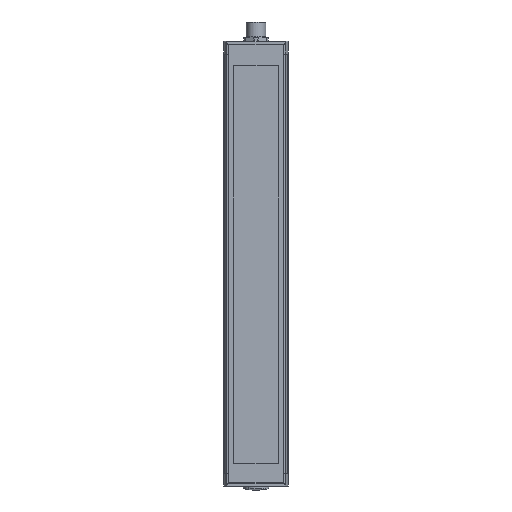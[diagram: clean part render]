
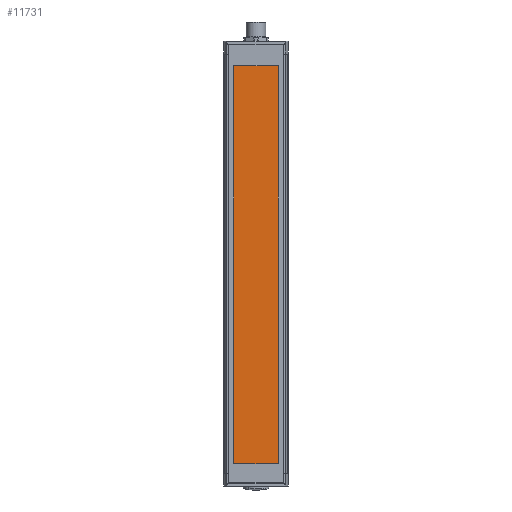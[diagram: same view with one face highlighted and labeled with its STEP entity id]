
A CAD part, front view. The second image highlights one B-rep face of the part: STEP entity #11731.
In plain terms, the highlighted planar face has unit normal (0, -1, 0).
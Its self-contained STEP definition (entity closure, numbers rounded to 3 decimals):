
#19 = CARTESIAN_POINT ( 'NONE',  ( 13.8, -8.965, -993.9 ) ) ;
#2121 = EDGE_CURVE ( 'NONE', #34996, #18905, #3748, .T. ) ;
#2914 = CARTESIAN_POINT ( 'NONE',  ( 16.8, -8.965, -734.1 ) ) ;
#3748 = LINE ( 'NONE', #4573, #11009 ) ;
#4276 = LINE ( 'NONE', #20662, #18806 ) ;
#4573 = CARTESIAN_POINT ( 'NONE',  ( 13.8, -8.965, -993.9 ) ) ;
#5012 = VERTEX_POINT ( 'NONE', #12116 ) ;
#5525 = PLANE ( 'NONE',  #21809 ) ;
#5644 = DIRECTION ( 'NONE',  ( 0., 0., -1. ) ) ;
#9485 = EDGE_CURVE ( 'NONE', #32426, #34996, #14402, .T. ) ;
#11009 = VECTOR ( 'NONE', #20927, 1000. ) ;
#11731 = ADVANCED_FACE ( 'NONE', ( #26623 ), #5525, .F. ) ;
#12116 = CARTESIAN_POINT ( 'NONE',  ( -13.8, -8.965, -747.1 ) ) ;
#12290 = EDGE_CURVE ( 'NONE', #5012, #32426, #4276, .T. ) ;
#13980 = DIRECTION ( 'NONE',  ( -1., 0., 0. ) ) ;
#14402 = LINE ( 'NONE', #19, #21676 ) ;
#16715 = CARTESIAN_POINT ( 'NONE',  ( 13.8, -8.965, -747.1 ) ) ;
#18806 = VECTOR ( 'NONE', #34439, 1000. ) ;
#18905 = VERTEX_POINT ( 'NONE', #35304 ) ;
#20386 = ORIENTED_EDGE ( 'NONE', *, *, #9485, .T. ) ;
#20662 = CARTESIAN_POINT ( 'NONE',  ( -13.8, -8.965, -993.9 ) ) ;
#20927 = DIRECTION ( 'NONE',  ( 0., 0., 1. ) ) ;
#21409 = ORIENTED_EDGE ( 'NONE', *, *, #12290, .T. ) ;
#21676 = VECTOR ( 'NONE', #24425, 1000. ) ;
#21809 = AXIS2_PLACEMENT_3D ( 'NONE', #2914, #22023, #5644 ) ;
#22023 = DIRECTION ( 'NONE',  ( 0., 1., 0. ) ) ;
#22823 = ORIENTED_EDGE ( 'NONE', *, *, #34460, .T. ) ;
#24425 = DIRECTION ( 'NONE',  ( 1., 0., 0. ) ) ;
#25146 = CARTESIAN_POINT ( 'NONE',  ( -13.8, -8.965, -993.9 ) ) ;
#26623 = FACE_OUTER_BOUND ( 'NONE', #34145, .T. ) ;
#28451 = LINE ( 'NONE', #16715, #34902 ) ;
#30125 = CARTESIAN_POINT ( 'NONE',  ( 13.8, -8.965, -993.9 ) ) ;
#32426 = VERTEX_POINT ( 'NONE', #25146 ) ;
#32512 = ORIENTED_EDGE ( 'NONE', *, *, #2121, .T. ) ;
#34145 = EDGE_LOOP ( 'NONE', ( #20386, #32512, #22823, #21409 ) ) ;
#34439 = DIRECTION ( 'NONE',  ( 0., 0., -1. ) ) ;
#34460 = EDGE_CURVE ( 'NONE', #18905, #5012, #28451, .T. ) ;
#34902 = VECTOR ( 'NONE', #13980, 1000. ) ;
#34996 = VERTEX_POINT ( 'NONE', #30125 ) ;
#35304 = CARTESIAN_POINT ( 'NONE',  ( 13.8, -8.965, -747.1 ) ) ;
